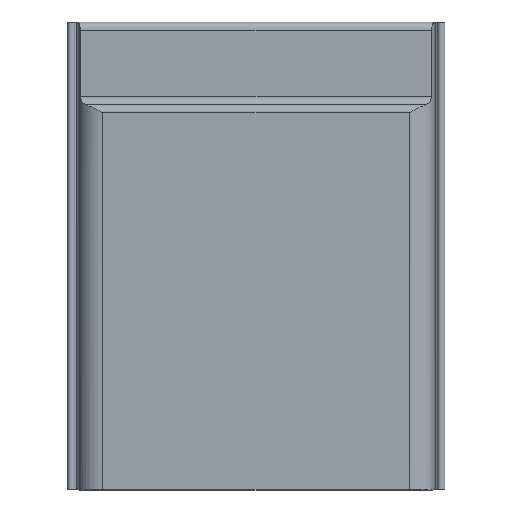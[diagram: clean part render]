
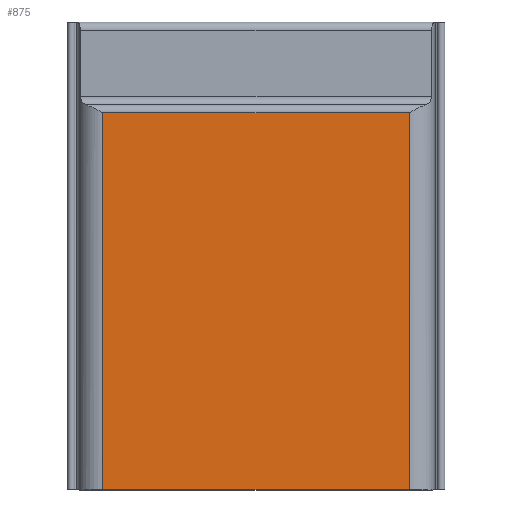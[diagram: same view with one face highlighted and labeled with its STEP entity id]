
A CAD part, top view. The second image highlights one B-rep face of the part: STEP entity #875.
In plain terms, the highlighted planar face has unit normal (0, 0, 1).
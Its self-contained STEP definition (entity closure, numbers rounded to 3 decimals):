
#51 = VECTOR ( 'NONE', #629, 1000. ) ;
#69 = DIRECTION ( 'NONE',  ( 1., 0., 0. ) ) ;
#101 = CARTESIAN_POINT ( 'NONE',  ( -12.05, -18.4, 4. ) ) ;
#103 = ORIENTED_EDGE ( 'NONE', *, *, #802, .T. ) ;
#107 = VECTOR ( 'NONE', #511, 1000. ) ;
#189 = DIRECTION ( 'NONE',  ( -1., 0., 0. ) ) ;
#215 = AXIS2_PLACEMENT_3D ( 'NONE', #704, #713, #189 ) ;
#229 = CARTESIAN_POINT ( 'NONE',  ( -12.05, -18.4, 4. ) ) ;
#252 = CARTESIAN_POINT ( 'NONE',  ( -12.05, 18.4, 4. ) ) ;
#296 = LINE ( 'NONE', #867, #107 ) ;
#314 = ORIENTED_EDGE ( 'NONE', *, *, #734, .T. ) ;
#337 = CARTESIAN_POINT ( 'NONE',  ( 12.05, -18.4, 4. ) ) ;
#374 = EDGE_LOOP ( 'NONE', ( #851, #103, #314, #692 ) ) ;
#432 = CARTESIAN_POINT ( 'NONE',  ( 12.05, 11.25, 4. ) ) ;
#511 = DIRECTION ( 'NONE',  ( 0., -1., 0. ) ) ;
#546 = EDGE_CURVE ( 'NONE', #665, #676, #922, .T. ) ;
#575 = VECTOR ( 'NONE', #756, 1000. ) ;
#576 = PLANE ( 'NONE',  #215 ) ;
#629 = DIRECTION ( 'NONE',  ( -1., 0., 0. ) ) ;
#636 = CARTESIAN_POINT ( 'NONE',  ( -12.05, 11.25, 4. ) ) ;
#665 = VERTEX_POINT ( 'NONE', #101 ) ;
#670 = FACE_OUTER_BOUND ( 'NONE', #374, .T. ) ;
#676 = VERTEX_POINT ( 'NONE', #337 ) ;
#692 = ORIENTED_EDGE ( 'NONE', *, *, #546, .T. ) ;
#704 = CARTESIAN_POINT ( 'NONE',  ( -12.05, 18.4, 4. ) ) ;
#705 = VECTOR ( 'NONE', #69, 1000. ) ;
#713 = DIRECTION ( 'NONE',  ( 0., 0., -1. ) ) ;
#734 = EDGE_CURVE ( 'NONE', #944, #665, #891, .T. ) ;
#756 = DIRECTION ( 'NONE',  ( 0., -1., 0. ) ) ;
#767 = CARTESIAN_POINT ( 'NONE',  ( 14.851, 11.25, 4. ) ) ;
#802 = EDGE_CURVE ( 'NONE', #839, #944, #935, .T. ) ;
#839 = VERTEX_POINT ( 'NONE', #432 ) ;
#851 = ORIENTED_EDGE ( 'NONE', *, *, #854, .F. ) ;
#854 = EDGE_CURVE ( 'NONE', #839, #676, #296, .T. ) ;
#867 = CARTESIAN_POINT ( 'NONE',  ( 12.05, 18.4, 4. ) ) ;
#875 = ADVANCED_FACE ( 'NONE', ( #670 ), #576, .F. ) ;
#891 = LINE ( 'NONE', #252, #575 ) ;
#922 = LINE ( 'NONE', #229, #705 ) ;
#935 = LINE ( 'NONE', #767, #51 ) ;
#944 = VERTEX_POINT ( 'NONE', #636 ) ;
